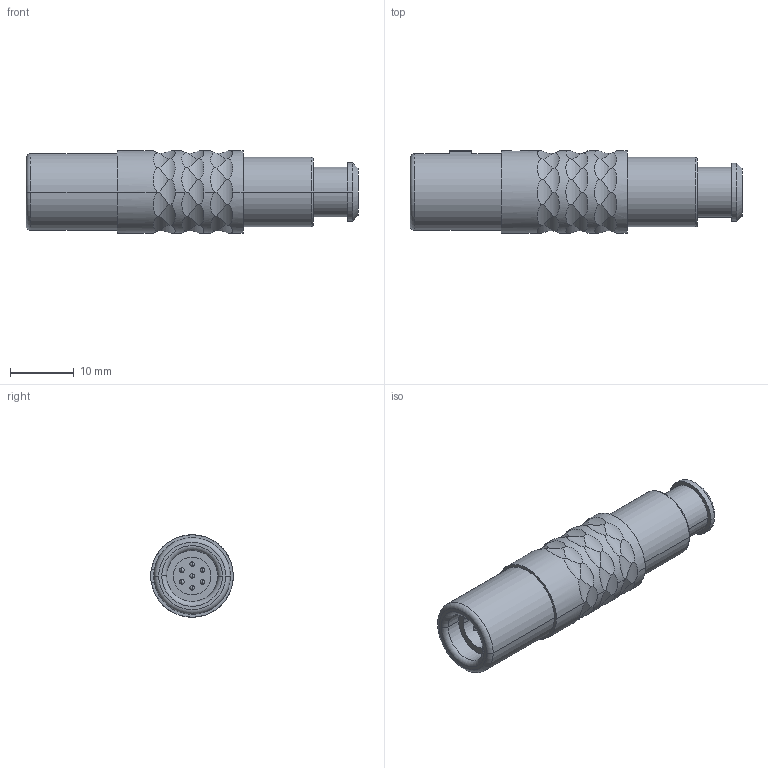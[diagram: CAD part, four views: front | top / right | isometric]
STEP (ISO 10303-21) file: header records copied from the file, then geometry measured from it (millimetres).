
FILE_DESCRIPTION((''),'2;1');
FILE_NAME('S21K0C-P07M','2013-01-22T',('rtrager'),(''),'PRO/ENGINEER BY PARAMETRIC TECHNOLOGY CORPORATION, 2010330','PRO/ENGINEER BY PARAMETRIC TECHNOLOGY CORPORATION, 2010330','');
FILE_SCHEMA(('CONFIG_CONTROL_DESIGN'));
Length unit declared in the file: millimetre
Products named in the file (1): S21K0C-P07M
Bounding box: 52 x 12.94 x 12.9 mm (x, y, z)
Volume: 4376.4 mm3; surface area: 3106.8 mm2
Topology: 1 solids, 1 shells, 215 faces, 555 edges, 351 vertices
Faces by surface type: cylinder 144, plane 35, sphere 14, torus 12, bspline 8, cone 2
Entity records: 7998 total; most frequent: CARTESIAN_POINT 3092, ORIENTED_EDGE 1082, DIRECTION 915, EDGE_CURVE 541, AXIS2_PLACEMENT_3D 391, VERTEX_POINT 351, EDGE_LOOP 238, B_SPLINE_CURVE_WITH_KNOTS 224
